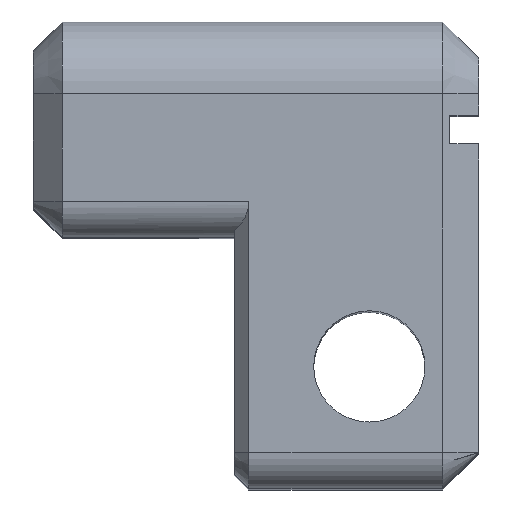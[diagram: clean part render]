
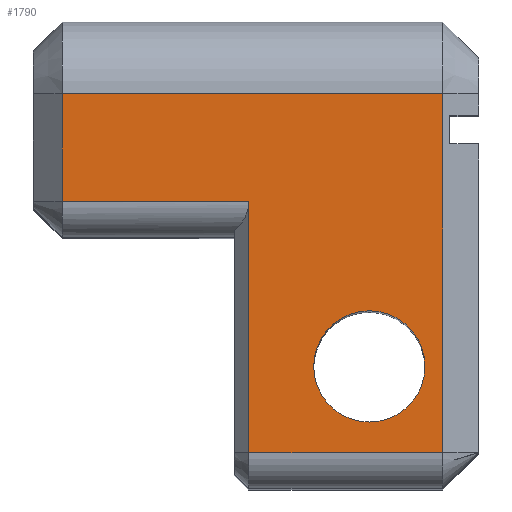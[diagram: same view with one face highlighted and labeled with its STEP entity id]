
A CAD part, top view. The second image highlights one B-rep face of the part: STEP entity #1790.
In plain terms, the highlighted planar face has unit normal (0, 0, 1).
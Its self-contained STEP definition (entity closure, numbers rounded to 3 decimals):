
#40=FACE_BOUND('',#294,.T.);
#90=PLANE('',#1968);
#194=FACE_OUTER_BOUND('',#293,.T.);
#293=EDGE_LOOP('',(#1570,#1571,#1572,#1573,#1574,#1575));
#294=EDGE_LOOP('',(#1576));
#471=LINE('',#2951,#657);
#477=LINE('',#2978,#663);
#478=LINE('',#2982,#664);
#479=LINE('',#2984,#665);
#480=LINE('',#2986,#666);
#481=LINE('',#2987,#667);
#657=VECTOR('',#2387,10.);
#663=VECTOR('',#2421,10.);
#664=VECTOR('',#2426,10.);
#665=VECTOR('',#2427,10.);
#666=VECTOR('',#2428,10.);
#667=VECTOR('',#2429,10.);
#746=CIRCLE('',#1969,1.55);
#890=VERTEX_POINT('',#2941);
#892=VERTEX_POINT('',#2947);
#900=VERTEX_POINT('',#2977);
#901=VERTEX_POINT('',#2981);
#902=VERTEX_POINT('',#2983);
#903=VERTEX_POINT('',#2985);
#904=VERTEX_POINT('',#2988);
#1122=EDGE_CURVE('',#890,#892,#471,.T.);
#1136=EDGE_CURVE('',#892,#900,#477,.T.);
#1138=EDGE_CURVE('',#901,#890,#478,.T.);
#1139=EDGE_CURVE('',#902,#901,#479,.T.);
#1140=EDGE_CURVE('',#903,#902,#480,.T.);
#1141=EDGE_CURVE('',#900,#903,#481,.T.);
#1142=EDGE_CURVE('',#904,#904,#746,.T.);
#1570=ORIENTED_EDGE('',*,*,#1122,.F.);
#1571=ORIENTED_EDGE('',*,*,#1138,.F.);
#1572=ORIENTED_EDGE('',*,*,#1139,.F.);
#1573=ORIENTED_EDGE('',*,*,#1140,.F.);
#1574=ORIENTED_EDGE('',*,*,#1141,.F.);
#1575=ORIENTED_EDGE('',*,*,#1136,.F.);
#1576=ORIENTED_EDGE('',*,*,#1142,.F.);
#1790=ADVANCED_FACE('',(#194,#40),#90,.T.);
#1968=AXIS2_PLACEMENT_3D('',#2980,#2424,#2425);
#1969=AXIS2_PLACEMENT_3D('',#2989,#2430,#2431);
#2387=DIRECTION('',(0.,1.,0.));
#2421=DIRECTION('',(1.,0.,0.));
#2424=DIRECTION('center_axis',(0.,0.,1.));
#2425=DIRECTION('ref_axis',(0.,1.,0.));
#2426=DIRECTION('',(-1.,0.,0.));
#2427=DIRECTION('',(0.,1.,0.));
#2428=DIRECTION('',(-1.,0.,0.));
#2429=DIRECTION('',(0.,-1.,0.));
#2430=DIRECTION('center_axis',(0.,0.,1.));
#2431=DIRECTION('ref_axis',(1.,0.,0.));
#2941=CARTESIAN_POINT('',(-7.8,8.,32.8));
#2947=CARTESIAN_POINT('',(-7.8,11.,32.8));
#2951=CARTESIAN_POINT('',(-7.8,5.,32.8));
#2977=CARTESIAN_POINT('',(2.8,11.,32.8));
#2978=CARTESIAN_POINT('',(-0.5,11.,32.8));
#2980=CARTESIAN_POINT('Origin',(2.,0.,32.8));
#2981=CARTESIAN_POINT('',(-2.6,8.,32.8));
#2982=CARTESIAN_POINT('',(-0.5,8.,32.8));
#2983=CARTESIAN_POINT('',(-2.6,1.,32.8));
#2984=CARTESIAN_POINT('',(-2.6,4.958,32.8));
#2985=CARTESIAN_POINT('',(2.8,1.,32.8));
#2986=CARTESIAN_POINT('',(2.,1.,32.8));
#2987=CARTESIAN_POINT('',(2.8,6.75,32.8));
#2988=CARTESIAN_POINT('',(-0.793,3.4,32.8));
#2989=CARTESIAN_POINT('Origin',(0.757,3.4,32.8));
